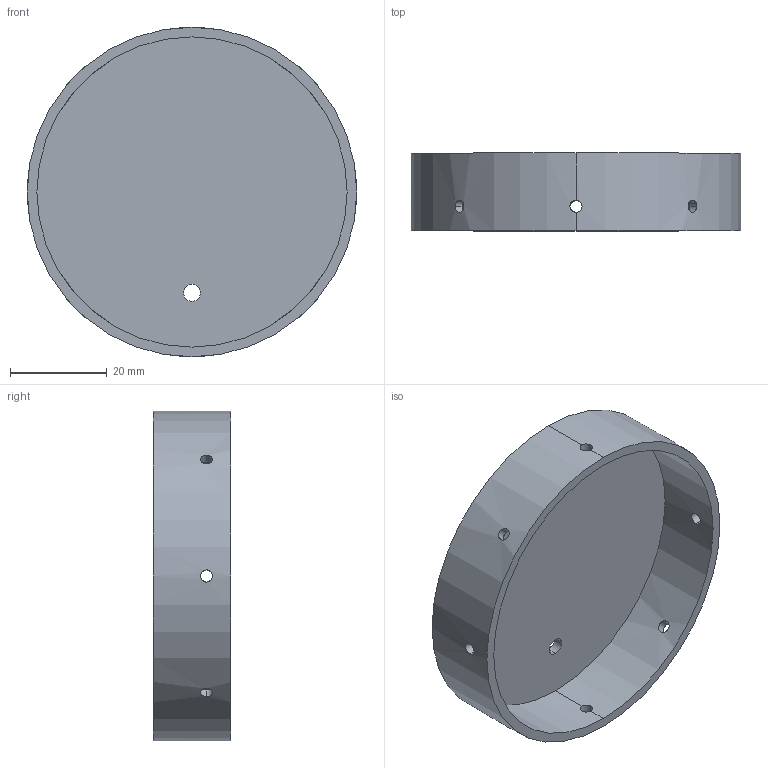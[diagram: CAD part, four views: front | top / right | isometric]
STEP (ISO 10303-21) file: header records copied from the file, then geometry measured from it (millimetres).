
FILE_DESCRIPTION (( 'STEP AP203' ), '1' );
FILE_NAME ('Link6_默认_sldprt.STEP', '2020-03-25T02:50:35', ( '' ), ( '' ), 'SwSTEP 2.0', 'SolidWorks 2019', '' );
FILE_SCHEMA (( 'CONFIG_CONTROL_DESIGN' ));
Length unit declared in the file: millimetre
Products named in the file (1): Link6_默认_sldprt
Bounding box: 68 x 16 x 68 mm (x, y, z)
Volume: 12971.3 mm3; surface area: 13546.2 mm2
Topology: 1 solids, 1 shells, 25 faces, 78 edges, 52 vertices
Faces by surface type: cylinder 22, plane 3
Entity records: 1513 total; most frequent: CARTESIAN_POINT 772, ORIENTED_EDGE 156, DIRECTION 102, EDGE_CURVE 78, VERTEX_POINT 52, EDGE_LOOP 40, B_SPLINE_CURVE_WITH_KNOTS 40, AXIS2_PLACEMENT_3D 38
